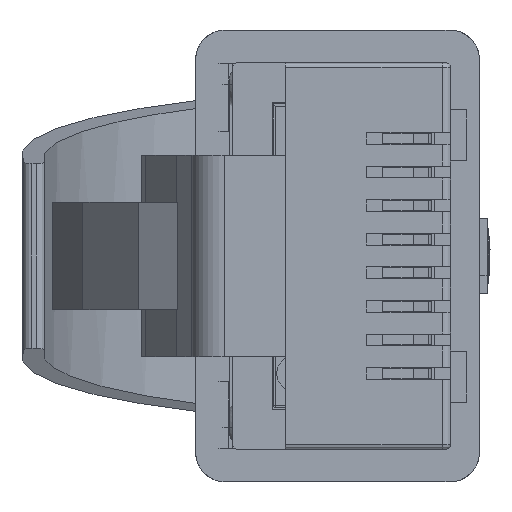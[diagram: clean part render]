
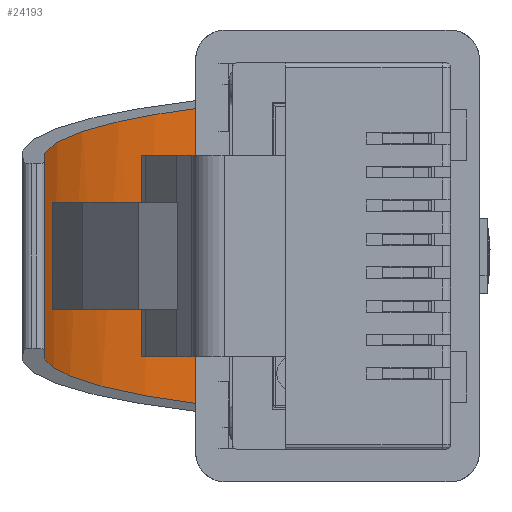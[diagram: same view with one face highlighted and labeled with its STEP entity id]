
A CAD part, left-side view. The second image highlights one B-rep face of the part: STEP entity #24193.
In plain terms, the highlighted cylindrical face has radius 12.7 mm (diameter 25.4 mm), a partial arc.
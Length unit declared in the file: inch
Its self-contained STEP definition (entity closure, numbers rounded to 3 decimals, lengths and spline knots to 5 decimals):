
#281 = VECTOR ( 'NONE', #28487, 39.37008 ) ;
#1313 = FACE_OUTER_BOUND ( 'NONE', #14876, .T. ) ;
#1594 = DIRECTION ( 'NONE',  ( 0., 0., 1. ) ) ;
#2187 = EDGE_CURVE ( 'NONE', #16592, #13926, #24973, .T. ) ;
#2486 =( BOUNDED_CURVE ( )  B_SPLINE_CURVE ( 3, ( #23298, #18389, #18542, #11584 ),
 .UNSPECIFIED., .F., .F. ) 
 B_SPLINE_CURVE_WITH_KNOTS ( ( 4, 4 ),
 ( 0.68888, 1.47683 ),
 .UNSPECIFIED. ) 
 CURVE ( )  GEOMETRIC_REPRESENTATION_ITEM ( )  RATIONAL_B_SPLINE_CURVE ( ( 1., 0.949, 0.949, 1. ) ) 
 REPRESENTATION_ITEM ( '' )  );
#3787 = ORIENTED_EDGE ( 'NONE', *, *, #2187, .F. ) ;
#3860 = DIRECTION ( 'NONE',  ( -1., 0., 0. ) ) ;
#4210 = VERTEX_POINT ( 'NONE', #28287 ) ;
#4908 = EDGE_CURVE ( 'NONE', #13926, #4210, #10396, .T. ) ;
#8247 = CARTESIAN_POINT ( 'NONE',  ( 0.12265, 0.34896, 0.39906 ) ) ;
#9264 = CARTESIAN_POINT ( 'NONE',  ( 0.17562, 0.169, 0.06 ) ) ;
#9574 = CARTESIAN_POINT ( 'NONE',  ( 0.185, 0.169, 0.06 ) ) ;
#10294 = CYLINDRICAL_SURFACE ( 'NONE', #20410, 0.5 ) ;
#10327 = CARTESIAN_POINT ( 'NONE',  ( -0.12265, 0.34896, 0.39906 ) ) ;
#10396 = LINE ( 'NONE', #9574, #281 ) ;
#11182 = CARTESIAN_POINT ( 'NONE',  ( 0.16223, 0.27309, 0.14571 ) ) ;
#11584 = CARTESIAN_POINT ( 'NONE',  ( -0.12265, 0.34896, 0.39906 ) ) ;
#12373 = DIRECTION ( 'NONE',  ( -1., 0., 0. ) ) ;
#13926 = VERTEX_POINT ( 'NONE', #26944 ) ;
#14876 = EDGE_LOOP ( 'NONE', ( #18468, #28770, #3787, #25731 ) ) ;
#16592 = VERTEX_POINT ( 'NONE', #8247 ) ;
#17601 = LINE ( 'NONE', #24144, #23213 ) ;
#17741 = EDGE_CURVE ( 'NONE', #4210, #23883, #2486, .T. ) ;
#18389 = CARTESIAN_POINT ( 'NONE',  ( -0.16223, 0.27309, 0.14571 ) ) ;
#18468 = ORIENTED_EDGE ( 'NONE', *, *, #17741, .F. ) ;
#18542 = CARTESIAN_POINT ( 'NONE',  ( -0.14362, 0.3363, 0.26482 ) ) ;
#20410 = AXIS2_PLACEMENT_3D ( 'NONE', #26460, #12373, #1594 ) ;
#22026 = EDGE_CURVE ( 'NONE', #16592, #23883, #17601, .T. ) ;
#23213 = VECTOR ( 'NONE', #3860, 39.37008 ) ;
#23298 = CARTESIAN_POINT ( 'NONE',  ( -0.17563, 0.169, 0.06 ) ) ;
#23883 = VERTEX_POINT ( 'NONE', #10327 ) ;
#24144 = CARTESIAN_POINT ( 'NONE',  ( 0.185, 0.34896, 0.39906 ) ) ;
#24193 = ADVANCED_FACE ( 'NONE', ( #1313 ), #10294, .F. ) ;
#24833 = CARTESIAN_POINT ( 'NONE',  ( 0.14362, 0.3363, 0.26482 ) ) ;
#24973 =( BOUNDED_CURVE ( )  B_SPLINE_CURVE ( 3, ( #29269, #24833, #11182, #9264 ),
 .UNSPECIFIED., .F., .F. ) 
 B_SPLINE_CURVE_WITH_KNOTS ( ( 4, 4 ),
 ( 1.66477, 2.45271 ),
 .UNSPECIFIED. ) 
 CURVE ( )  GEOMETRIC_REPRESENTATION_ITEM ( )  RATIONAL_B_SPLINE_CURVE ( ( 1., 0.949, 0.949, 1. ) ) 
 REPRESENTATION_ITEM ( '' )  );
#25731 = ORIENTED_EDGE ( 'NONE', *, *, #22026, .T. ) ;
#26460 = CARTESIAN_POINT ( 'NONE',  ( 0.185, -0.14884, 0.44598 ) ) ;
#26944 = CARTESIAN_POINT ( 'NONE',  ( 0.17562, 0.169, 0.06 ) ) ;
#28287 = CARTESIAN_POINT ( 'NONE',  ( -0.17563, 0.169, 0.06 ) ) ;
#28487 = DIRECTION ( 'NONE',  ( -1., 0., 0. ) ) ;
#28770 = ORIENTED_EDGE ( 'NONE', *, *, #4908, .F. ) ;
#29269 = CARTESIAN_POINT ( 'NONE',  ( 0.12265, 0.34896, 0.39906 ) ) ;
